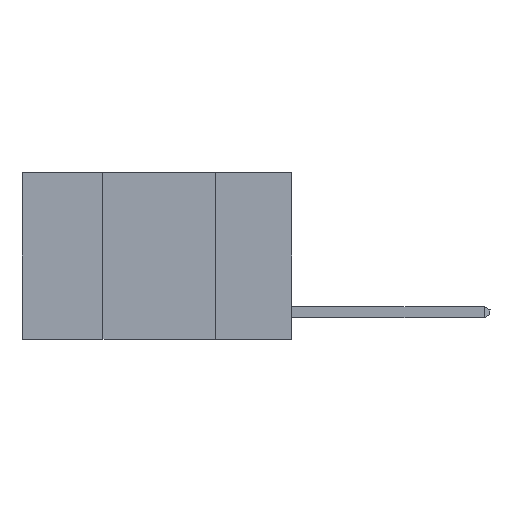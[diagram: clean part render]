
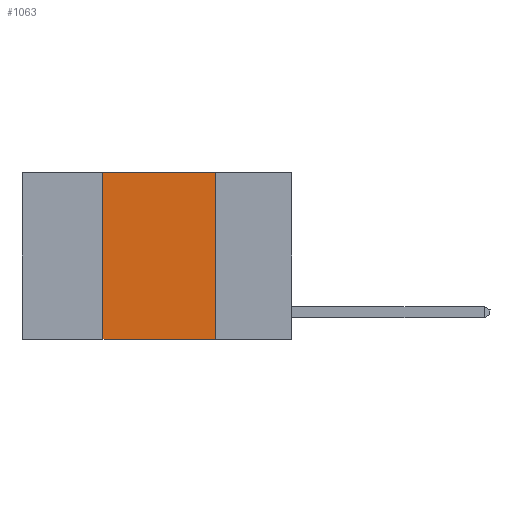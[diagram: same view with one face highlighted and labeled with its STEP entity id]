
A CAD part, left-side view. The second image highlights one B-rep face of the part: STEP entity #1063.
In plain terms, the highlighted planar face has unit normal (-1, 0, 0).
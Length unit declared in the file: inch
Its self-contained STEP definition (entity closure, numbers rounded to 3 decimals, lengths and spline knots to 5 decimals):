
#188 = VECTOR ( 'NONE', #8070, 39.37008 ) ;
#283 = DIRECTION ( 'NONE',  ( 1., 0., 0. ) ) ;
#830 = CARTESIAN_POINT ( 'NONE',  ( 0., 0.17, 0. ) ) ;
#967 = CARTESIAN_POINT ( 'NONE',  ( 0., 0.6, 0. ) ) ;
#1063 = ADVANCED_FACE ( 'NONE', ( #8950 ), #10350, .F. ) ;
#1508 = ORIENTED_EDGE ( 'NONE', *, *, #6320, .F. ) ;
#3210 = VERTEX_POINT ( 'NONE', #4797 ) ;
#3413 = LINE ( 'NONE', #11310, #5932 ) ;
#4155 = CARTESIAN_POINT ( 'NONE',  ( 0., 0.17, -0.37 ) ) ;
#4784 = CARTESIAN_POINT ( 'NONE',  ( 0., 0.17, 0. ) ) ;
#4797 = CARTESIAN_POINT ( 'NONE',  ( 0., 0.42, 0. ) ) ;
#5202 = LINE ( 'NONE', #830, #7611 ) ;
#5401 = VERTEX_POINT ( 'NONE', #4155 ) ;
#5932 = VECTOR ( 'NONE', #6674, 39.37008 ) ;
#6320 = EDGE_CURVE ( 'NONE', #6983, #5401, #5202, .T. ) ;
#6354 = VECTOR ( 'NONE', #10520, 39.37008 ) ;
#6441 = EDGE_CURVE ( 'NONE', #11335, #3210, #3413, .T. ) ;
#6674 = DIRECTION ( 'NONE',  ( 0., 0., 1. ) ) ;
#6789 = ORIENTED_EDGE ( 'NONE', *, *, #7634, .T. ) ;
#6983 = VERTEX_POINT ( 'NONE', #4784 ) ;
#7155 = CARTESIAN_POINT ( 'NONE',  ( 0., 0.6, 0. ) ) ;
#7611 = VECTOR ( 'NONE', #8254, 39.37008 ) ;
#7634 = EDGE_CURVE ( 'NONE', #11335, #5401, #8777, .T. ) ;
#7642 = LINE ( 'NONE', #7155, #188 ) ;
#8070 = DIRECTION ( 'NONE',  ( 0., -1., 0. ) ) ;
#8254 = DIRECTION ( 'NONE',  ( 0., 0., -1. ) ) ;
#8777 = LINE ( 'NONE', #9567, #6354 ) ;
#8950 = FACE_OUTER_BOUND ( 'NONE', #11951, .T. ) ;
#9567 = CARTESIAN_POINT ( 'NONE',  ( 0., 0.6, -0.37 ) ) ;
#9635 = ORIENTED_EDGE ( 'NONE', *, *, #11396, .F. ) ;
#9864 = CARTESIAN_POINT ( 'NONE',  ( 0., 0.42, -0.37 ) ) ;
#10350 = PLANE ( 'NONE',  #11099 ) ;
#10412 = DIRECTION ( 'NONE',  ( 0., 0., -1. ) ) ;
#10520 = DIRECTION ( 'NONE',  ( 0., -1., 0. ) ) ;
#11099 = AXIS2_PLACEMENT_3D ( 'NONE', #967, #283, #10412 ) ;
#11310 = CARTESIAN_POINT ( 'NONE',  ( 0., 0.42, 0. ) ) ;
#11335 = VERTEX_POINT ( 'NONE', #9864 ) ;
#11396 = EDGE_CURVE ( 'NONE', #3210, #6983, #7642, .T. ) ;
#11840 = ORIENTED_EDGE ( 'NONE', *, *, #6441, .F. ) ;
#11951 = EDGE_LOOP ( 'NONE', ( #1508, #9635, #11840, #6789 ) ) ;
